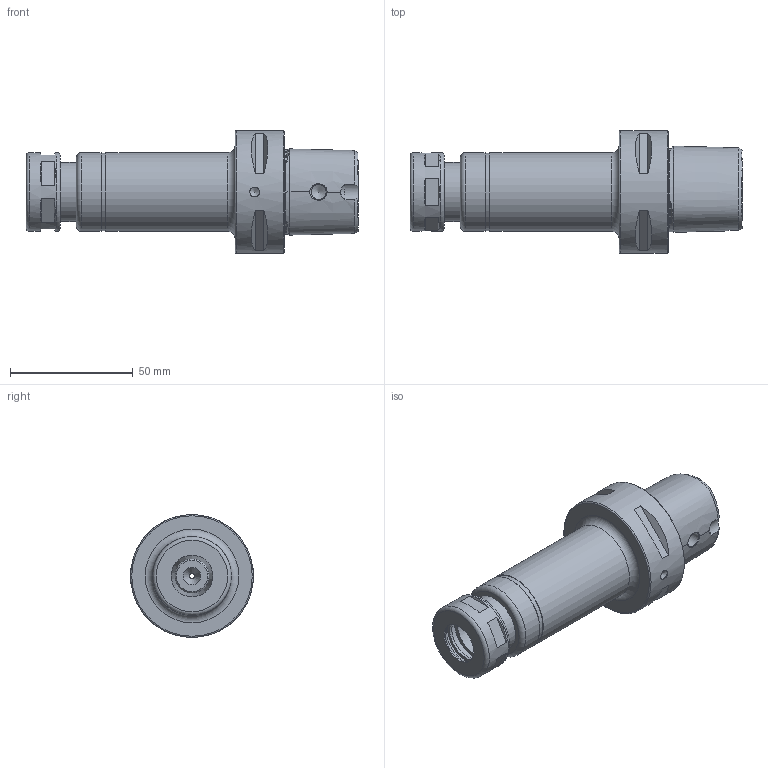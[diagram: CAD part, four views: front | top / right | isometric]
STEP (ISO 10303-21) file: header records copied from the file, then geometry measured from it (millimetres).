
FILE_DESCRIPTION((''),'2;1');
FILE_NAME('670000512105-3D.stp','2021-01-29T13:41:15',('nttooll'),(''),'Autodesk Inventor 2012','Autodesk Inventor 2012','');
FILE_SCHEMA(('AUTOMOTIVE_DESIGN { 1 0 10303 214 1 1 1 1 }'));
Length unit declared in the file: millimetre
Products named in the file (1): 670000512105-3D
Bounding box: 135 x 50 x 50 mm (x, y, z)
Volume: 104121.8 mm3; surface area: 27337.1 mm2
Topology: 2 solids, 2 shells, 147 faces, 305 edges, 186 vertices
Faces by surface type: plane 60, cylinder 39, cone 24, torus 12, bspline 12
Full cylindrical faces by diameter (mm): 2 x1, 4 x1, 4.5 x1, 5 x1, 6.1 x3, 8 x2, 9.57 x1, 12.8 x2, 13.3 x1, 14 x2, 14.5 x2, 16 x1, 17 x1, 18.2 x1, 20.5 x1, 21 x2, 24 x3, 31.6 x1, 32 x3, 50 x1
Entity records: 7136 total; most frequent: CARTESIAN_POINT 4347, DIRECTION 573, ORIENTED_EDGE 452, AXIS2_PLACEMENT_3D 257, EDGE_LOOP 246, EDGE_CURVE 226, VERTEX_POINT 173, FACE_OUTER_BOUND 147
